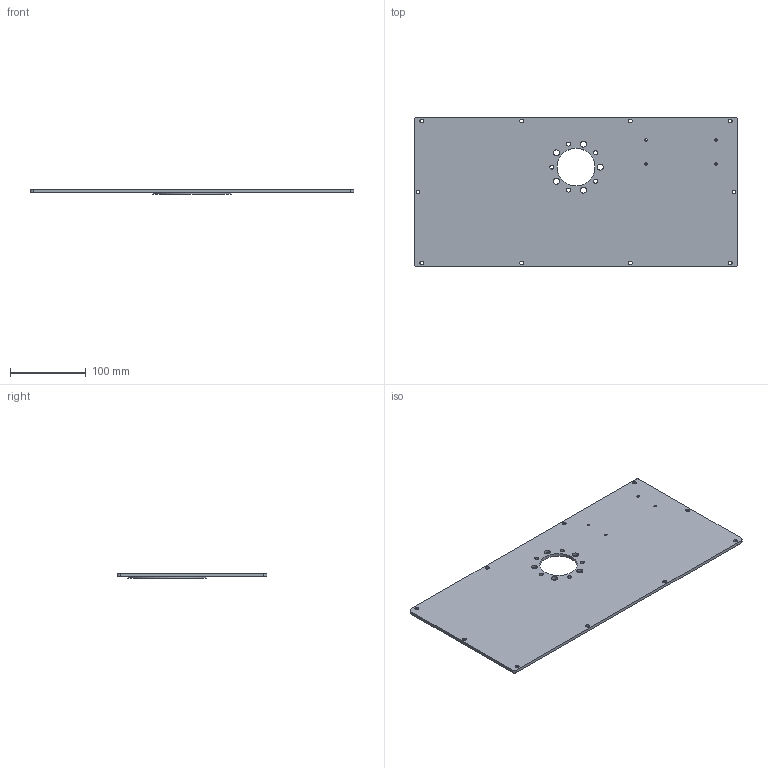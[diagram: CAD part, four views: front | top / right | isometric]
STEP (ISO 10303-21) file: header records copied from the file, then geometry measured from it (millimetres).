
FILE_DESCRIPTION (( 'STEP AP203' ), '1' );
FILE_NAME ('MS001-A.02.009JS.1.1MS001-A馱釬怢盓傅啣.step', '2021-08-27T10:46:17', ( 'Windows User' ), ( 'P R C' ), 'SwSTEP 2.0', 'SolidWorks 2016', '' );
FILE_SCHEMA (( 'CONFIG_CONTROL_DESIGN' ));
Length unit declared in the file: millimetre
Products named in the file (1): MS001-A.02.009JS.1.1MS001-A馱釬怢盓傅啣
Bounding box: 428 x 198 x 6 mm (x, y, z)
Volume: 334818.2 mm3; surface area: 172638 mm2
Topology: 1 solids, 1 shells, 90 faces, 238 edges, 152 vertices
Faces by surface type: cylinder 60, cone 20, plane 10
Entity records: 3019 total; most frequent: DIRECTION 560, CARTESIAN_POINT 481, ORIENTED_EDGE 476, EDGE_CURVE 238, AXIS2_PLACEMENT_3D 231, VERTEX_POINT 152, EDGE_LOOP 142, CIRCLE 140
